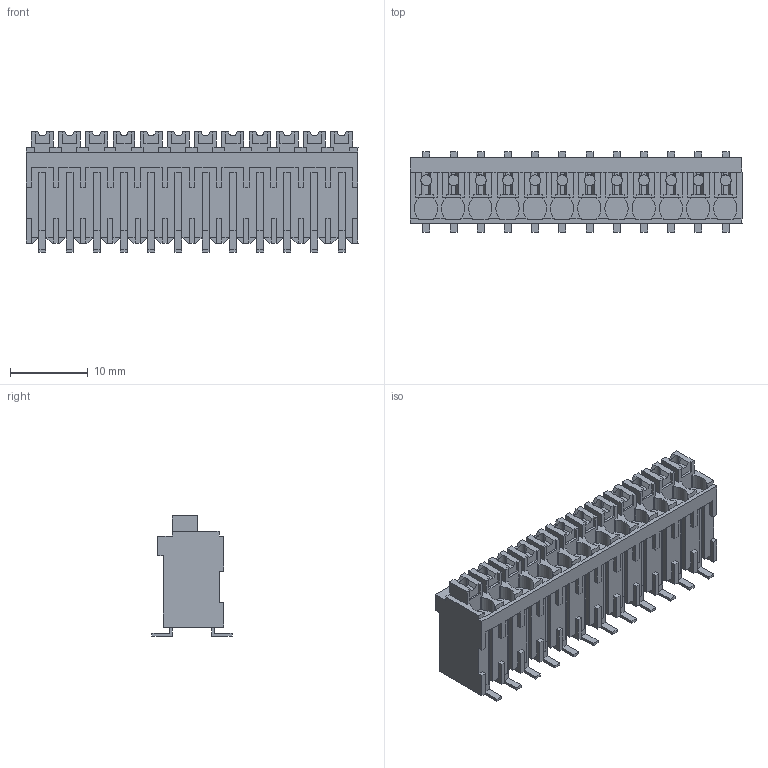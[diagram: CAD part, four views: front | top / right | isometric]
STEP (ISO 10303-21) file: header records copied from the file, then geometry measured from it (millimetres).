
FILE_DESCRIPTION(('CATIA V5 STEP Exchange','CAx-IF Rec.Pracs.--- Model Styling and Organization---1.2---2011-12-15'),'2;1');
FILE_NAME ('D1450264_0_1250470000_1250470000.stp','2018-03-23T12:44:25+00:00',('none'),('Weidmueller'),'CATIA Version 5-6 Release 2014','CATIA V5 STEP AP214','none');
FILE_SCHEMA(('AUTOMOTIVE_DESIGN { 1 0 10303 214 1 1 1 1 }'));
Length unit declared in the file: millimetre
Products named in the file (1): 1250470000
Bounding box: 42.7 x 10.3 x 15.46 mm (x, y, z)
Volume: 3404.1 mm3; surface area: 3980.8 mm2
Topology: 37 solids, 37 shells, 976 faces, 2804 edges, 1890 vertices
Faces by surface type: plane 928, cylinder 48
Entity records: 29241 total; most frequent: CARTESIAN_POINT 5884, ORIENTED_EDGE 5608, DIRECTION 3574, EDGE_CURVE 2804, VECTOR 2612, LINE 2612, VERTEX_POINT 1890, EDGE_LOOP 988
